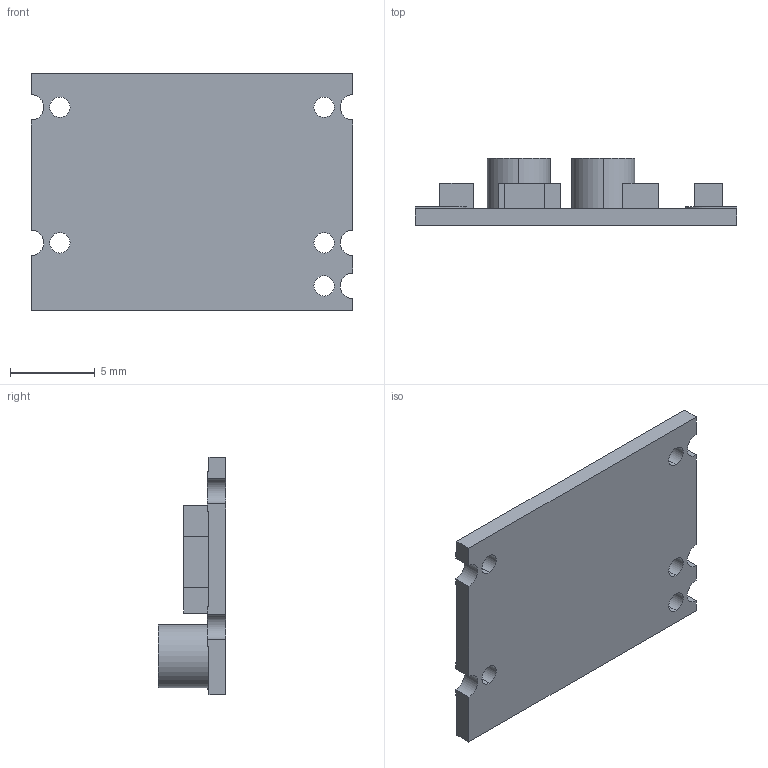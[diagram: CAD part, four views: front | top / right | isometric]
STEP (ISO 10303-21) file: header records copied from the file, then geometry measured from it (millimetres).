
FILE_DESCRIPTION (( 'STEP AP214' ), '1' );
FILE_NAME ('DC_DC Module Step Up Down S9.STEP', '2018-08-19T12:01:58', ( '' ), ( '' ), 'SwSTEP 2.0', 'SolidWorks 2017', '' );
FILE_SCHEMA (( 'AUTOMOTIVE_DESIGN' ));
Length unit declared in the file: millimetre
Products named in the file (1): DC_DC Module Step Up Down S9
Bounding box: 19 x 4 x 14 mm (x, y, z)
Volume: 373.2 mm3; surface area: 757.8 mm2
Topology: 1 solids, 1 shells, 77 faces, 204 edges, 136 vertices
Faces by surface type: plane 53, cylinder 24
Entity records: 3001 total; most frequent: CARTESIAN_POINT 418, DIRECTION 408, ORIENTED_EDGE 408, EDGE_CURVE 204, LINE 156, VECTOR 156, VERTEX_POINT 136, AXIS2_PLACEMENT_3D 126
